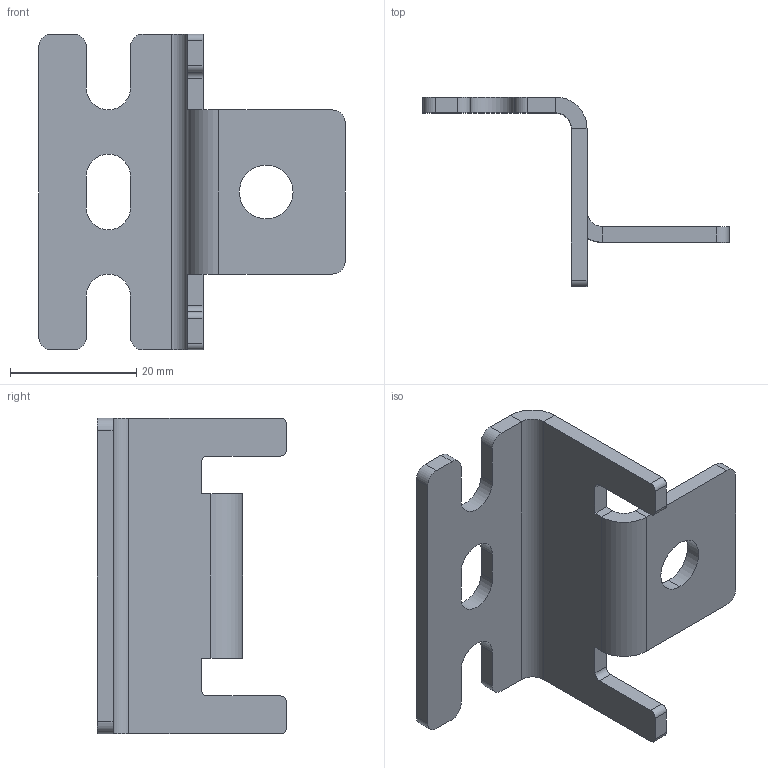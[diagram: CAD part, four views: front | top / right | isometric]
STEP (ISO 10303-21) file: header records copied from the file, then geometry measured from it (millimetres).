
FILE_DESCRIPTION (( 'STEP AP214' ), '1' );
FILE_NAME ('471.100 Íàñòåííîå êðåïëåíèå.STEP', '2024-05-22T04:49:05', ( '' ), ( '' ), 'SwSTEP 2.0', 'SolidWorks 2021', '' );
FILE_SCHEMA (( 'AUTOMOTIVE_DESIGN' ));
Length unit declared in the file: millimetre
Products named in the file (1): 471.100 Íàñòåííîå êðåïëåíèå
Bounding box: 48.5 x 30 x 50 mm (x, y, z)
Volume: 6246.7 mm3; surface area: 5939.3 mm2
Topology: 1 solids, 1 shells, 60 faces, 158 edges, 100 vertices
Faces by surface type: plane 34, cylinder 26
Entity records: 1888 total; most frequent: DIRECTION 332, CARTESIAN_POINT 319, ORIENTED_EDGE 316, EDGE_CURVE 158, AXIS2_PLACEMENT_3D 113, VECTOR 106, LINE 106, VERTEX_POINT 100
